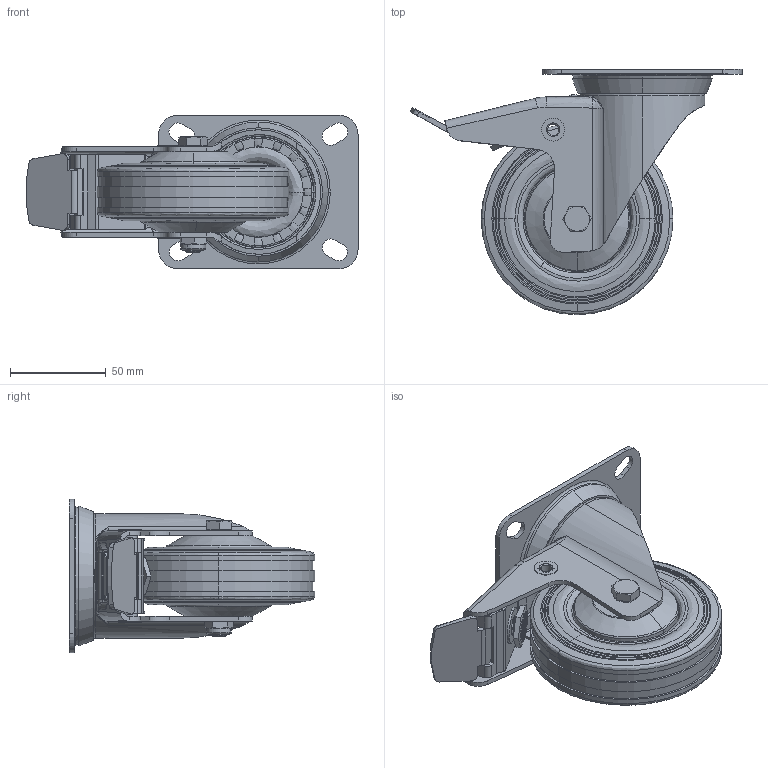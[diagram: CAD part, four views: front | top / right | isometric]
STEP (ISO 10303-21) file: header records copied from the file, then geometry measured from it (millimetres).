
FILE_DESCRIPTION (( 'STEP AP203' ), '1' );
FILE_NAME ('L420.B55.101.step', '2018-05-08T13:55:55', ( 'Benutzer01' ), ( '' ), 'SwSTEP 2.0', 'SolidWorks 2012', '' );
FILE_SCHEMA (( 'CONFIG_CONTROL_DESIGN' ));
Length unit declared in the file: millimetre
Products named in the file (1): L420.B55.101
Bounding box: 173.17 x 128.01 x 80 mm (x, y, z)
Surface area: 161050.9 mm2 (no closed solid volume)
Topology: 0 solids, 91 shells, 1566 faces, 4312 edges, 2758 vertices
Faces by surface type: plane 620, cylinder 490, bspline 318, cone 118, torus 20
Entity records: 66746 total; most frequent: CARTESIAN_POINT 29139, ORIENTED_EDGE 8196, DIRECTION 7381, EDGE_CURVE 4145, AXIS2_PLACEMENT_3D 2798, VERTEX_POINT 2758, LINE 1785, VECTOR 1785
